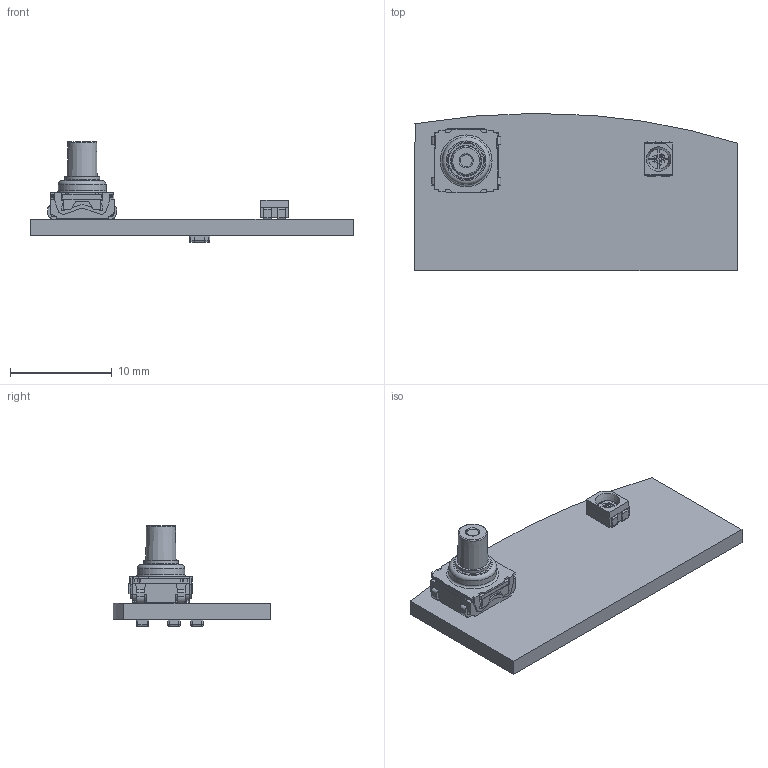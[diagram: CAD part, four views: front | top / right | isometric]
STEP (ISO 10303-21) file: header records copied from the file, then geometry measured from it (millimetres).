
FILE_DESCRIPTION(('Open CASCADE Model'),'2;1');
FILE_NAME('Open CASCADE Shape Model','2023-11-23T10:43:58',('Author'),( 'Open CASCADE'),'Open CASCADE STEP processor 6.8','Open CASCADE 6.8' ,'Unknown');
FILE_SCHEMA(('AUTOMOTIVE_DESIGN { 1 0 10303 214 1 1 1 1 }'));
Length unit declared in the file: millimetre
Products named in the file (19): PCB; Board; Open CASCADE STEP translator 6.8 1.1.1; Open CASCADE STEP translator 6.8 1.1.2; U1; KSC621JLFS; KSC61J_pin; KSC6_-_cover; KSC6__-_button; KSC6_-_body; R3; User_Library-0805_SMD_Resistor; R2; R1; D1; Download_STEP_150141M173100_(rev1); cover; housing; base
Assembly tree (24 placements, depth 4):
  PCB
    Board
      Open CASCADE STEP translator 6.8 1.1.1
      Open CASCADE STEP translator 6.8 1.1.2
    U1
      KSC621JLFS
        KSC61J_pin  x4
        KSC6_-_cover
        KSC6__-_button
        KSC6_-_body
    R3
      User_Library-0805_SMD_Resistor
    R2
      User_Library-0805_SMD_Resistor
    R1
      User_Library-0805_SMD_Resistor
    D1
      Download_STEP_150141M173100_(rev1)
        cover
        housing
        base  x2
Bounding box: 31.78 x 15.47 x 9.92 mm (x, y, z)
Volume: 899.8 mm3; surface area: 1575.2 mm2
Topology: 18 solids, 18 shells, 737 faces, 1912 edges, 1210 vertices
Faces by surface type: plane 413, cylinder 184, bspline 106, sphere 24, torus 5, cone 5
Full cylindrical faces by diameter (mm): 0.8 x1, 1.5 x1, 3.05 x1, 3.44 x1, 4.7 x1
Entity records: 19053 total; most frequent: CARTESIAN_POINT 4927, ORIENTED_EDGE 2520, DIRECTION 2348, EDGE_CURVE 1260, LINE 904, VECTOR 904, VERTEX_POINT 818, AXIS2_PLACEMENT_3D 722
